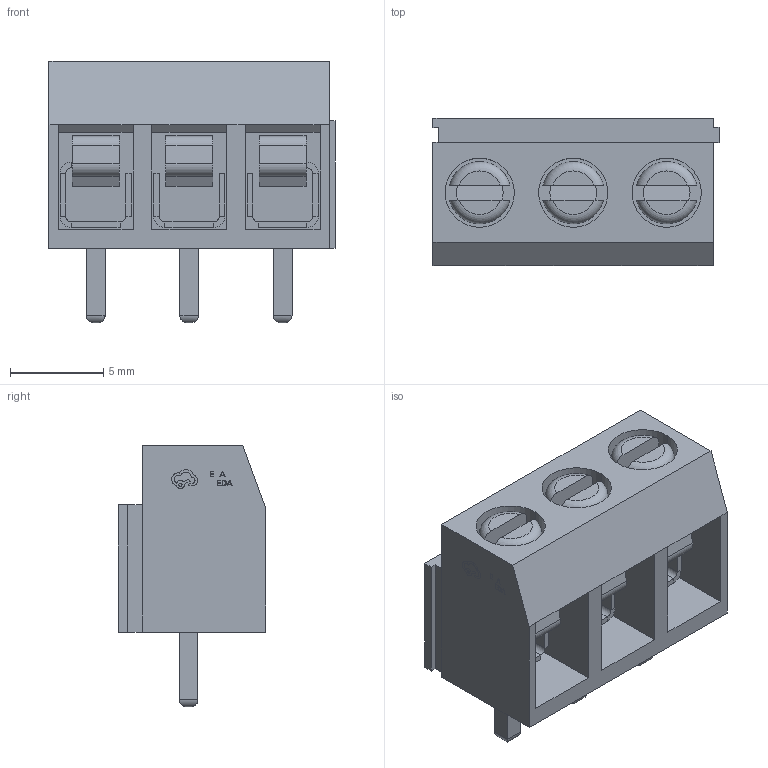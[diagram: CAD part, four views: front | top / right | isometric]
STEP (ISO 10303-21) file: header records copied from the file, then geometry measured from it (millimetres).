
FILE_DESCRIPTION (( 'STEP AP214' ), '1' );
FILE_NAME ('KF126-5.0-3P.STEP', '2024-03-01T04:56:19', ( '' ), ( '' ), 'SwSTEP 2.0', 'SolidWorks 2022', '' );
FILE_SCHEMA (( 'AUTOMOTIVE_DESIGN' ));
Length unit declared in the file: millimetre
Products named in the file (1): KF126-5.0-3P
Bounding box: 15.3 x 7.9 x 14 mm (x, y, z)
Surface area: 1296.9 mm2 (no closed solid volume)
Topology: 0 solids, 22 shells, 138 faces, 715 edges, 596 vertices
Faces by surface type: plane 101, cylinder 30, torus 6, bspline 1
Entity records: 9957 total; most frequent: CARTESIAN_POINT 3290, ORIENTED_EDGE 937, DIRECTION 875, EDGE_CURVE 715, VERTEX_POINT 596, LINE 475, VECTOR 475, AXIS2_PLACEMENT_3D 200
